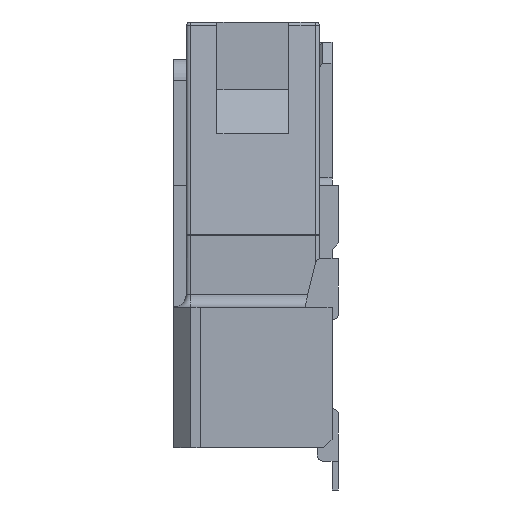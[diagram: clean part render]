
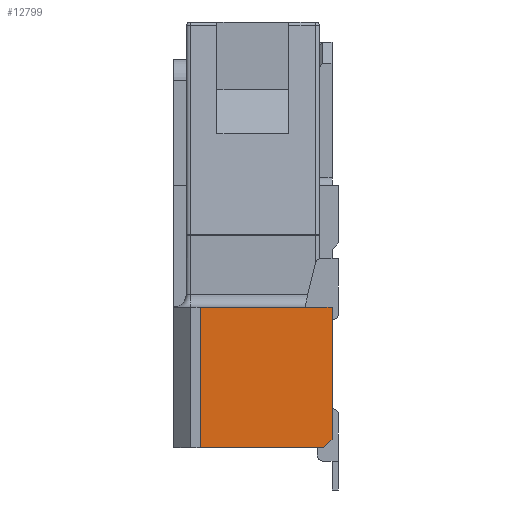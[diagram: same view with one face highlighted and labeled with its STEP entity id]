
A CAD part, left-side view. The second image highlights one B-rep face of the part: STEP entity #12799.
In plain terms, the highlighted planar face has unit normal (-1, 0, 0).
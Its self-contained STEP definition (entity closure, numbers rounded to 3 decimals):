
#1078 = LINE ( 'NONE', #8704, #11797 ) ;
#1842 = LINE ( 'NONE', #16834, #13180 ) ;
#2286 = DIRECTION ( 'NONE',  ( 0., 0., -1. ) ) ;
#2289 = EDGE_LOOP ( 'NONE', ( #11707, #7064, #11502, #6141, #4639 ) ) ;
#2338 = PLANE ( 'NONE',  #16444 ) ;
#3318 = EDGE_CURVE ( 'NONE', #9264, #12640, #17216, .T. ) ;
#3341 = LINE ( 'NONE', #13850, #17208 ) ;
#3635 = CARTESIAN_POINT ( 'NONE',  ( -3.262, 18.385, 21.535 ) ) ;
#4639 = ORIENTED_EDGE ( 'NONE', *, *, #13715, .T. ) ;
#4794 = EDGE_CURVE ( 'NONE', #16374, #5308, #1842, .T. ) ;
#5308 = VERTEX_POINT ( 'NONE', #15216 ) ;
#6141 = ORIENTED_EDGE ( 'NONE', *, *, #4794, .F. ) ;
#6269 = VECTOR ( 'NONE', #8976, 1000. ) ;
#6290 = CARTESIAN_POINT ( 'NONE',  ( -3.262, 18.385, 18.405 ) ) ;
#7064 = ORIENTED_EDGE ( 'NONE', *, *, #3318, .T. ) ;
#7122 = CARTESIAN_POINT ( 'NONE',  ( -3.262, 21.505, 18.205 ) ) ;
#8704 = CARTESIAN_POINT ( 'NONE',  ( -3.262, 17.135, 21.535 ) ) ;
#8753 = DIRECTION ( 'NONE',  ( 0., 0., -1. ) ) ;
#8976 = DIRECTION ( 'NONE',  ( 0., -0.707, 0.707 ) ) ;
#9155 = CARTESIAN_POINT ( 'NONE',  ( -3.262, 18.385, 24.405 ) ) ;
#9264 = VERTEX_POINT ( 'NONE', #7122 ) ;
#9352 = DIRECTION ( 'NONE',  ( 0., -1., 0. ) ) ;
#9845 = LINE ( 'NONE', #6290, #6269 ) ;
#10159 = EDGE_CURVE ( 'NONE', #9264, #10617, #3341, .T. ) ;
#10617 = VERTEX_POINT ( 'NONE', #16306 ) ;
#10636 = CARTESIAN_POINT ( 'NONE',  ( -3.262, 18.385, 18.205 ) ) ;
#11263 = DIRECTION ( 'NONE',  ( 0., 0., 1. ) ) ;
#11363 = DIRECTION ( 'NONE',  ( 0., 1., 0. ) ) ;
#11502 = ORIENTED_EDGE ( 'NONE', *, *, #11519, .T. ) ;
#11519 = EDGE_CURVE ( 'NONE', #12640, #5308, #9845, .T. ) ;
#11707 = ORIENTED_EDGE ( 'NONE', *, *, #10159, .F. ) ;
#11797 = VECTOR ( 'NONE', #11363, 1000. ) ;
#11843 = DIRECTION ( 'NONE',  ( 1., 0., 0. ) ) ;
#12072 = FACE_OUTER_BOUND ( 'NONE', #2289, .T. ) ;
#12640 = VERTEX_POINT ( 'NONE', #15581 ) ;
#12799 = ADVANCED_FACE ( 'NONE', ( #12072 ), #2338, .F. ) ;
#13180 = VECTOR ( 'NONE', #8753, 1000. ) ;
#13715 = EDGE_CURVE ( 'NONE', #16374, #10617, #1078, .T. ) ;
#13850 = CARTESIAN_POINT ( 'NONE',  ( -3.262, 21.505, 18.205 ) ) ;
#15216 = CARTESIAN_POINT ( 'NONE',  ( -3.262, 18.385, 18.405 ) ) ;
#15581 = CARTESIAN_POINT ( 'NONE',  ( -3.262, 18.585, 18.205 ) ) ;
#15744 = VECTOR ( 'NONE', #9352, 1000. ) ;
#16306 = CARTESIAN_POINT ( 'NONE',  ( -3.262, 21.505, 21.535 ) ) ;
#16374 = VERTEX_POINT ( 'NONE', #3635 ) ;
#16444 = AXIS2_PLACEMENT_3D ( 'NONE', #9155, #11843, #2286 ) ;
#16834 = CARTESIAN_POINT ( 'NONE',  ( -3.262, 18.385, 24.405 ) ) ;
#17208 = VECTOR ( 'NONE', #11263, 1000. ) ;
#17216 = LINE ( 'NONE', #10636, #15744 ) ;
